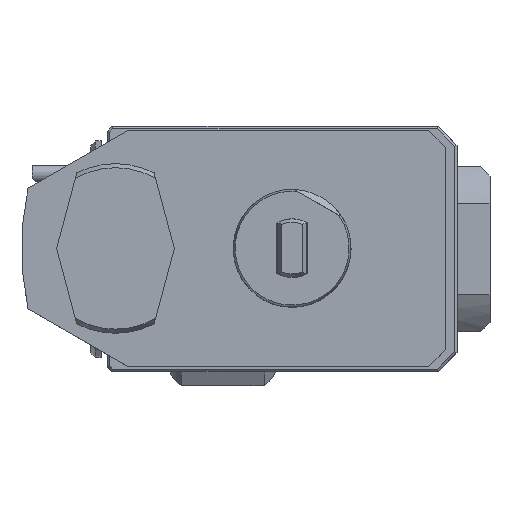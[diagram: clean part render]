
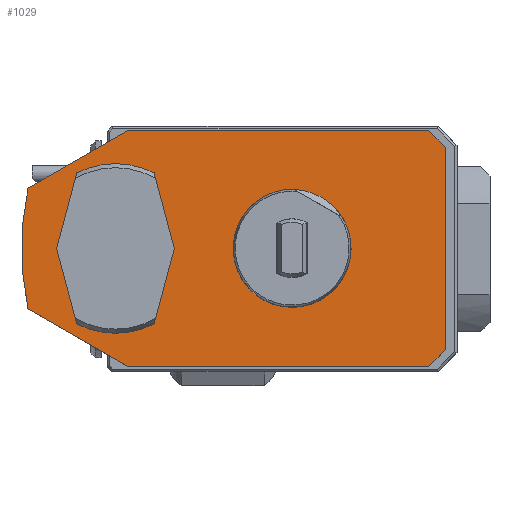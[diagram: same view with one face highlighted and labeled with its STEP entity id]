
A CAD part, top view. The second image highlights one B-rep face of the part: STEP entity #1029.
In plain terms, the highlighted planar face has unit normal (0, 0, 1).
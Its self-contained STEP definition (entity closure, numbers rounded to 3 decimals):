
#212=LINE('',#6004,#481);
#215=LINE('',#6012,#484);
#217=LINE('',#6016,#486);
#220=LINE('',#6024,#489);
#222=LINE('',#6028,#491);
#246=LINE('',#6103,#515);
#332=LINE('',#6350,#601);
#333=LINE('',#6352,#602);
#334=LINE('',#6354,#603);
#335=LINE('',#6358,#604);
#336=LINE('',#6360,#605);
#481=VECTOR('',#4551,1.);
#484=VECTOR('',#4560,1.);
#486=VECTOR('',#4564,1.);
#489=VECTOR('',#4573,1.);
#491=VECTOR('',#4577,1.);
#515=VECTOR('',#4641,1.);
#601=VECTOR('',#4851,1.);
#602=VECTOR('',#4854,1.);
#603=VECTOR('',#4855,1.);
#604=VECTOR('',#4858,1.);
#605=VECTOR('',#4859,1.);
#747=FACE_BOUND('',#1568,.T.);
#748=FACE_BOUND('',#1569,.T.);
#749=FACE_BOUND('',#1570,.T.);
#1029=ADVANCED_FACE('',(#747,#748,#749),#1210,.F.);
#1210=PLANE('',#3965);
#1568=EDGE_LOOP('',(#2401,#2402,#2403,#2404,#2405,#2406));
#1569=EDGE_LOOP('',(#2407,#2408,#2409,#2410,#2411,#2412,#2413,#2414));
#1570=EDGE_LOOP('',(#2415));
#2401=ORIENTED_EDGE('',*,*,#3270,.F.);
#2402=ORIENTED_EDGE('',*,*,#3268,.F.);
#2403=ORIENTED_EDGE('',*,*,#3267,.F.);
#2404=ORIENTED_EDGE('',*,*,#3264,.F.);
#2405=ORIENTED_EDGE('',*,*,#3262,.F.);
#2406=ORIENTED_EDGE('',*,*,#3260,.F.);
#2407=ORIENTED_EDGE('',*,*,#3415,.F.);
#2408=ORIENTED_EDGE('',*,*,#3416,.F.);
#2409=ORIENTED_EDGE('',*,*,#3417,.F.);
#2410=ORIENTED_EDGE('',*,*,#3418,.T.);
#2411=ORIENTED_EDGE('',*,*,#3419,.F.);
#2412=ORIENTED_EDGE('',*,*,#3303,.T.);
#2413=ORIENTED_EDGE('',*,*,#3258,.F.);
#2414=ORIENTED_EDGE('',*,*,#3414,.T.);
#2415=ORIENTED_EDGE('',*,*,#3254,.T.);
#2849=VERTEX_POINT('',#5995);
#2850=VERTEX_POINT('',#5998);
#2853=VERTEX_POINT('',#6003);
#2854=VERTEX_POINT('',#6007);
#2855=VERTEX_POINT('',#6009);
#2856=VERTEX_POINT('',#6013);
#2857=VERTEX_POINT('',#6017);
#2858=VERTEX_POINT('',#6021);
#2859=VERTEX_POINT('',#6025);
#2883=VERTEX_POINT('',#6104);
#2949=VERTEX_POINT('',#6349);
#2950=VERTEX_POINT('',#6353);
#2951=VERTEX_POINT('',#6355);
#2952=VERTEX_POINT('',#6357);
#2953=VERTEX_POINT('',#6359);
#3254=EDGE_CURVE('',#2849,#2849,#3573,.T.);
#3258=EDGE_CURVE('',#2853,#2850,#212,.T.);
#3260=EDGE_CURVE('',#2854,#2855,#3574,.T.);
#3262=EDGE_CURVE('',#2855,#2856,#215,.T.);
#3264=EDGE_CURVE('',#2856,#2857,#217,.T.);
#3267=EDGE_CURVE('',#2857,#2858,#3575,.T.);
#3268=EDGE_CURVE('',#2858,#2859,#220,.T.);
#3270=EDGE_CURVE('',#2859,#2854,#222,.T.);
#3303=EDGE_CURVE('',#2883,#2850,#246,.T.);
#3414=EDGE_CURVE('',#2853,#2949,#332,.T.);
#3415=EDGE_CURVE('',#2950,#2949,#333,.T.);
#3416=EDGE_CURVE('',#2951,#2950,#334,.T.);
#3417=EDGE_CURVE('',#2952,#2951,#3602,.T.);
#3418=EDGE_CURVE('',#2952,#2953,#335,.T.);
#3419=EDGE_CURVE('',#2883,#2953,#336,.T.);
#3573=CIRCLE('',#3871,25.);
#3574=CIRCLE('',#3874,36.);
#3575=CIRCLE('',#3878,36.);
#3602=CIRCLE('',#3964,115.);
#3871=AXIS2_PLACEMENT_3D('',#5994,#4544,#4545);
#3874=AXIS2_PLACEMENT_3D('',#6008,#4555,#4556);
#3878=AXIS2_PLACEMENT_3D('',#6022,#4569,#4570);
#3964=AXIS2_PLACEMENT_3D('',#6356,#4856,#4857);
#3965=AXIS2_PLACEMENT_3D('',#6361,#4860,#4861);
#4544=DIRECTION('',(0.,0.,-1.));
#4545=DIRECTION('',(1.,0.,0.));
#4551=DIRECTION('',(0.,-1.,0.));
#4555=DIRECTION('',(0.,0.,1.));
#4556=DIRECTION('',(1.,0.,0.));
#4560=DIRECTION('',(-0.259,-0.966,0.));
#4564=DIRECTION('',(0.259,-0.966,0.));
#4569=DIRECTION('',(0.,0.,1.));
#4570=DIRECTION('',(1.,0.,0.));
#4573=DIRECTION('',(0.259,0.966,0.));
#4577=DIRECTION('',(-0.259,0.966,0.));
#4641=DIRECTION('',(0.707,0.707,0.));
#4851=DIRECTION('',(-0.707,0.707,0.));
#4854=DIRECTION('',(1.,0.,0.));
#4855=DIRECTION('',(0.866,0.5,0.));
#4856=DIRECTION('',(0.,0.,-1.));
#4857=DIRECTION('',(0.,1.,0.));
#4858=DIRECTION('',(0.866,-0.5,0.));
#4859=DIRECTION('',(-1.,0.,0.));
#4860=DIRECTION('',(0.,0.,-1.));
#4861=DIRECTION('',(-1.,0.,0.));
#5994=CARTESIAN_POINT('',(0.,0.,0.));
#5995=CARTESIAN_POINT('',(25.,0.,0.));
#5998=CARTESIAN_POINT('',(65.,-43.,0.));
#6003=CARTESIAN_POINT('',(65.,43.,0.));
#6004=CARTESIAN_POINT('',(65.,50.,0.));
#6007=CARTESIAN_POINT('',(-58.585,32.04,0.));
#6008=CARTESIAN_POINT('',(-75.,0.,0.));
#6009=CARTESIAN_POINT('',(-91.415,32.04,0.));
#6012=CARTESIAN_POINT('',(-100.737,-2.75,0.));
#6013=CARTESIAN_POINT('',(-100.,0.,0.));
#6016=CARTESIAN_POINT('',(-100.737,2.75,0.));
#6017=CARTESIAN_POINT('',(-91.415,-32.04,0.));
#6021=CARTESIAN_POINT('',(-58.585,-32.04,0.));
#6022=CARTESIAN_POINT('',(-75.,0.,0.));
#6024=CARTESIAN_POINT('',(-54.086,-15.25,0.));
#6025=CARTESIAN_POINT('',(-50.,0.,0.));
#6028=CARTESIAN_POINT('',(-54.086,15.25,0.));
#6103=CARTESIAN_POINT('',(58.,-50.,0.));
#6104=CARTESIAN_POINT('',(58.,-50.,0.));
#6349=CARTESIAN_POINT('',(58.,50.,0.));
#6350=CARTESIAN_POINT('',(65.,43.,0.));
#6352=CARTESIAN_POINT('',(-125.,50.,0.));
#6353=CARTESIAN_POINT('',(-70.,50.,0.));
#6354=CARTESIAN_POINT('',(-117.53,22.558,0.));
#6355=CARTESIAN_POINT('',(-112.092,25.698,0.));
#6356=CARTESIAN_POINT('',(0.,0.,0.));
#6357=CARTESIAN_POINT('',(-112.092,-25.698,0.));
#6358=CARTESIAN_POINT('',(-117.53,-22.558,0.));
#6359=CARTESIAN_POINT('',(-70.,-50.,0.));
#6360=CARTESIAN_POINT('',(65.,-50.,0.));
#6361=CARTESIAN_POINT('',(30.3,0.,0.));
